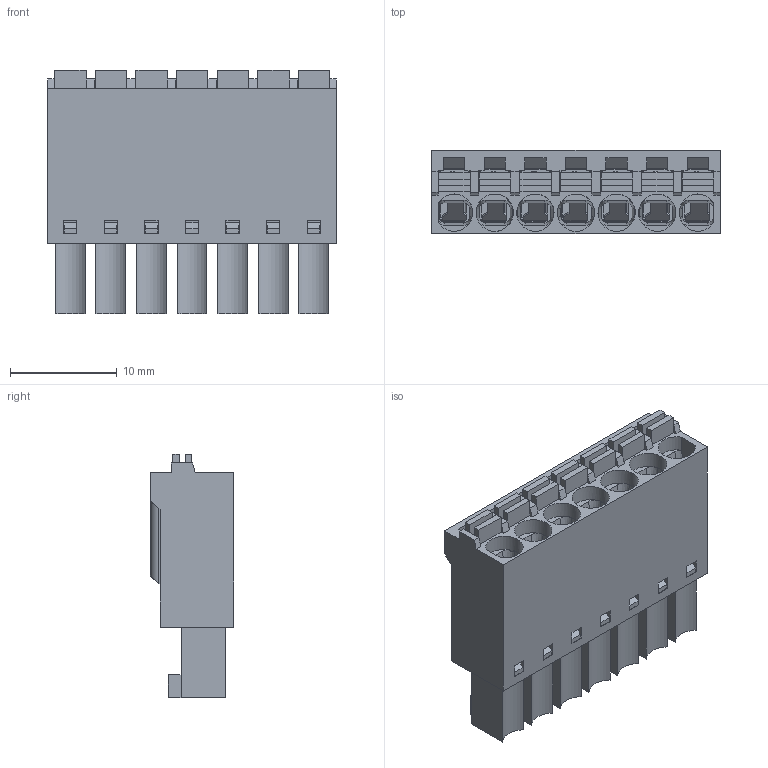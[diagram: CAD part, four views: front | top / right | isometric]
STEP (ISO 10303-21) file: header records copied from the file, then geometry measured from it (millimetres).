
FILE_DESCRIPTION(/* description */ ('Unknown'),/* implementation_level */ '2;1');
FILE_NAME(/* name */ '691304330007',/* time_stamp */ '2018-04-25T17:07:09+02:00',/* author */ ('Unknown'),/* organization */ ('Unknown'),/* preprocessor_version */ 'ST-DEVELOPER v16.7',/* originating_system */ 'DEX',/* authorisation */ $);
FILE_SCHEMA (('AUTOMOTIVE_DESIGN {1 0 10303 214 3 1 1}'));
Length unit declared in the file: millimetre
Products named in the file (6): 6913043000xx; 691304300007; 691304300007_Bas; 6913043000xx_Levier; 6913043000xx_Lamelle; 6913043000xx_Pin
Assembly tree (23 placements, depth 2):
  6913043000xx
    691304300007
    691304300007_Bas
    6913043000xx_Levier  x7
    6913043000xx_Lamelle  x7
    6913043000xx_Pin  x7
Bounding box: 27.07 x 7.8 x 22.8 mm (x, y, z)
Volume: 2128.3 mm3; surface area: 7492.6 mm2
Topology: 23 solids, 23 shells, 2063 faces, 5794 edges, 3770 vertices
Faces by surface type: plane 1608, cylinder 420, cone 35
Full cylindrical faces by diameter (mm): 1.2 x7, 3.5 x5
Entity records: 38050 total; most frequent: CARTESIAN_POINT 6866, ORIENTED_EDGE 6700, DIRECTION 6111, EDGE_CURVE 3350, LINE 2855, VECTOR 2855, VERTEX_POINT 2215, AXIS2_PLACEMENT_3D 1628
